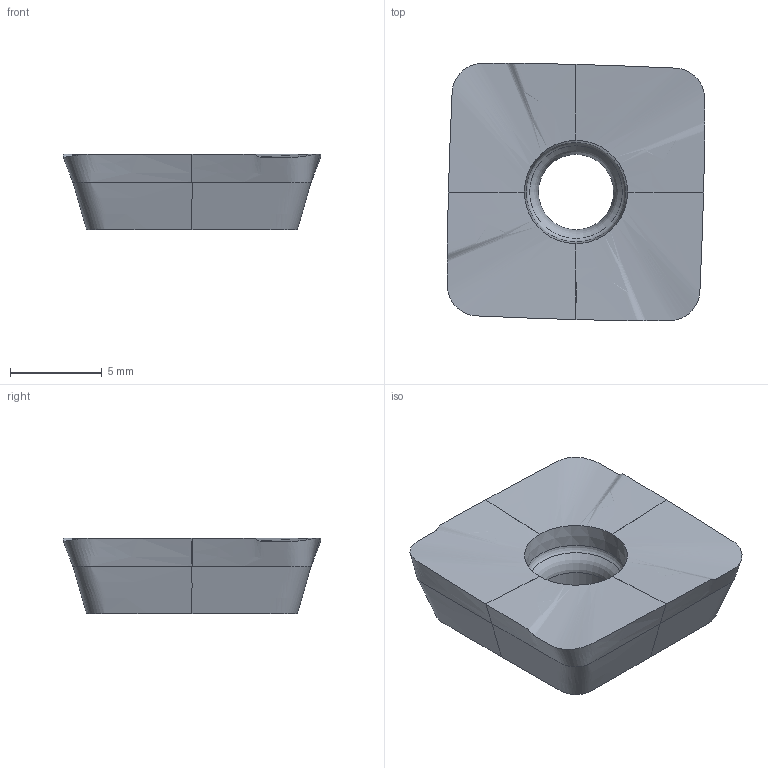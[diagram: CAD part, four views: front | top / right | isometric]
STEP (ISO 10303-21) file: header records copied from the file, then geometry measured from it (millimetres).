
FILE_DESCRIPTION(/* description */ (''),/* implementation_level */ '2;1');
FILE_NAME(/* name */ 'aaa317473_a.stp',/* time_stamp */ '2018-06-20T14:07:26+02:00',/* author */ (''),/* organization */ ('SMS'),/* preprocessor_version */ 'ST-DEVELOPER v15',/* originating_system */ 'SIEMENS PLM Software NX 8.5',/* authorisation */ '');
FILE_SCHEMA (('AUTOMOTIVE_DESIGN { 1 0 10303 214 3 1 1 1 }'));
Length unit declared in the file: millimetre
Products named in the file (1): AAA317473_A
Bounding box: 14.02 x 14.02 x 4.13 mm (x, y, z)
Volume: 550.4 mm3; surface area: 548.3 mm2
Topology: 1 solids, 1 shells, 25 faces, 58 edges, 36 vertices
Faces by surface type: bspline 12, plane 9, torus 2, cylinder 1, cone 1
Full cylindrical faces by diameter (mm): 4.1 x1
Entity records: 10228 total; most frequent: CARTESIAN_POINT 9761, ORIENTED_EDGE 104, EDGE_CURVE 52, B_SPLINE_CURVE_WITH_KNOTS 49, DIRECTION 40, VERTEX_POINT 32, EDGE_LOOP 30, ADVANCED_FACE 25
